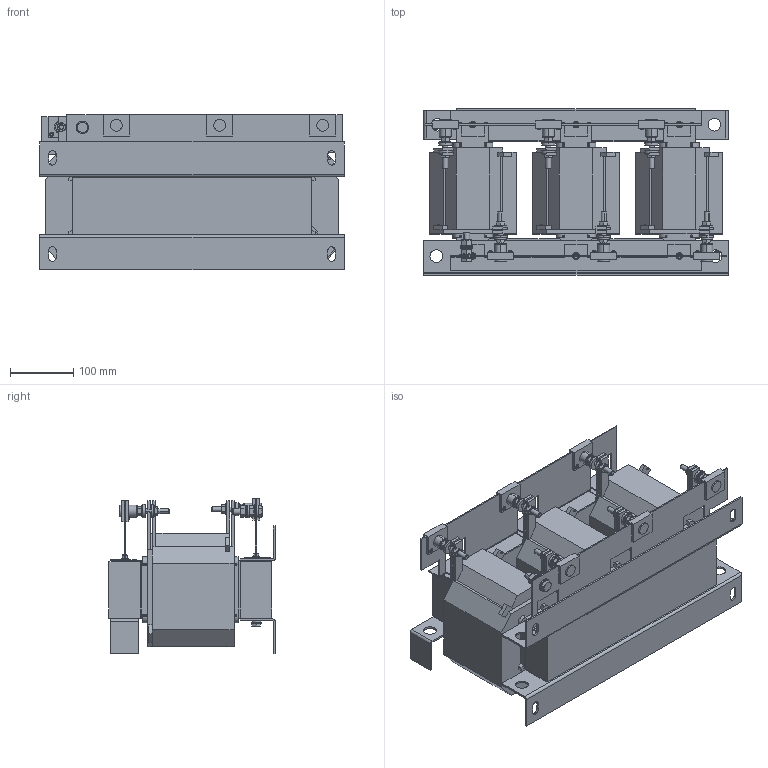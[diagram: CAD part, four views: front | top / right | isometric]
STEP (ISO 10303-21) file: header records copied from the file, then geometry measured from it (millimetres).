
FILE_DESCRIPTION (( 'STEP AP214' ), '1' );
FILE_NAME ('194121.STEP', '2020-05-29T00:49:07', ( '' ), ( '' ), 'SwSTEP 2.0', 'SolidWorks 2018', '' );
FILE_SCHEMA (( 'AUTOMOTIVE_DESIGN' ));
Length unit declared in the file: millimetre
Products named in the file (1): 194121
Bounding box: 480 x 262 x 245.4 mm (x, y, z)
Volume: 13308390.2 mm3; surface area: 995084.5 mm2
Topology: 1 solids, 1 shells, 1515 faces, 3824 edges, 2382 vertices
Faces by surface type: plane 908, cylinder 287, cone 190, bspline 114, torus 16
Entity records: 49358 total; most frequent: CARTESIAN_POINT 13550, ORIENTED_EDGE 7648, DIRECTION 7114, EDGE_CURVE 3824, VERTEX_POINT 2382, AXIS2_PLACEMENT_3D 2380, VECTOR 2354, LINE 2354
